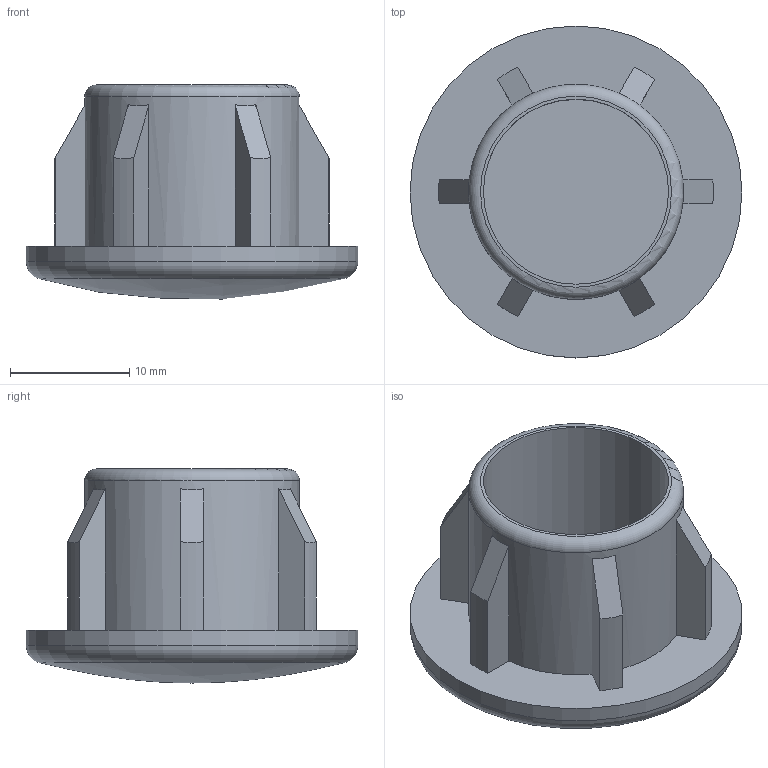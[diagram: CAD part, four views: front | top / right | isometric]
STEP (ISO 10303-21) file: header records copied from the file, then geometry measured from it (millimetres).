
FILE_DESCRIPTION(('FreeCAD Model'),'2;1');
FILE_NAME('Open CASCADE Shape Model','2026-02-10T10:29:58',(''),(''), 'Open CASCADE STEP processor 7.6','FreeCAD','Unknown');
FILE_SCHEMA(('AUTOMOTIVE_DESIGN { 1 0 10303 214 1 1 1 1 }'));
Length unit declared in the file: millimetre
Products named in the file (1): STB8-BD28
Bounding box: 27.8 x 27.8 x 17.93 mm (x, y, z)
Volume: 3242 mm3; surface area: 3072.9 mm2
Topology: 1 solids, 1 shells, 33 faces, 87 edges, 58 vertices
Faces by surface type: plane 21, cylinder 9, torus 2, sphere 1
Full cylindrical faces by diameter (mm): 15.5 x1, 18 x1, 27.8 x1
Entity records: 1059 total; most frequent: CARTESIAN_POINT 194, DIRECTION 184, ORIENTED_EDGE 174, EDGE_CURVE 87, AXIS2_PLACEMENT_3D 68, VERTEX_POINT 58, LINE 48, VECTOR 48
